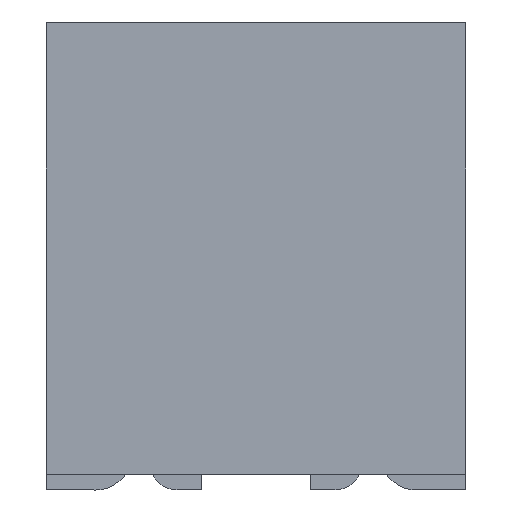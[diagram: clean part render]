
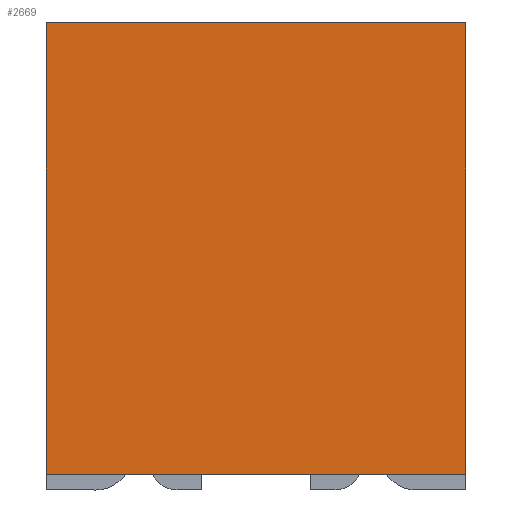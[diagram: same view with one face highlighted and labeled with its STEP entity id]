
A CAD part, front view. The second image highlights one B-rep face of the part: STEP entity #2669.
In plain terms, the highlighted face is planar.
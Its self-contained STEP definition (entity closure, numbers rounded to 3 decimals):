
#188=ORIENTED_EDGE('',*,*,#807,.T.);
#189=ORIENTED_EDGE('',*,*,#808,.T.);
#190=ORIENTED_EDGE('',*,*,#809,.T.);
#191=ORIENTED_EDGE('',*,*,#810,.T.);
#807=EDGE_CURVE('',#1115,#1116,#1332,.T.);
#808=EDGE_CURVE('',#1116,#1117,#1333,.T.);
#809=EDGE_CURVE('',#1117,#1118,#1334,.T.);
#810=EDGE_CURVE('',#1118,#1115,#1335,.T.);
#1115=VERTEX_POINT('',#3513);
#1116=VERTEX_POINT('',#3514);
#1117=VERTEX_POINT('',#3516);
#1118=VERTEX_POINT('',#3518);
#1332=LINE('',#3512,#1549);
#1333=LINE('',#3515,#1550);
#1334=LINE('',#3517,#1551);
#1335=LINE('',#3519,#1552);
#1549=VECTOR('',#2989,1000.);
#1550=VECTOR('',#2990,1000.);
#1551=VECTOR('',#2991,1000.);
#1552=VECTOR('',#2992,1000.);
#1745=EDGE_LOOP('',(#188,#189,#190,#191));
#1878=FACE_BOUND('',#1745,.T.);
#2011=PLANE('',#2802);
#2669=ADVANCED_FACE('',(#1878),#2011,.T.);
#2802=AXIS2_PLACEMENT_3D('',#3511,#2987,#2988);
#2987=DIRECTION('',(0.,1.,0.));
#2988=DIRECTION('',(0.,0.,1.));
#2989=DIRECTION('',(0.,0.,-1.));
#2990=DIRECTION('',(-1.,0.,0.));
#2991=DIRECTION('',(0.,0.,1.));
#2992=DIRECTION('',(1.,0.,0.));
#3511=CARTESIAN_POINT('',(0.,1.51,0.));
#3512=CARTESIAN_POINT('',(4.65,1.51,5.));
#3513=CARTESIAN_POINT('',(4.65,1.51,5.));
#3514=CARTESIAN_POINT('',(4.65,1.51,-5.));
#3515=CARTESIAN_POINT('',(4.65,1.51,-5.));
#3516=CARTESIAN_POINT('',(-4.65,1.51,-5.));
#3517=CARTESIAN_POINT('',(-4.65,1.51,-5.));
#3518=CARTESIAN_POINT('',(-4.65,1.51,5.));
#3519=CARTESIAN_POINT('',(-4.65,1.51,5.));
